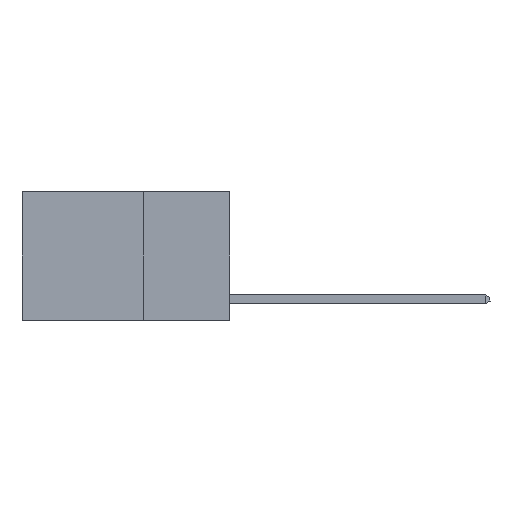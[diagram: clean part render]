
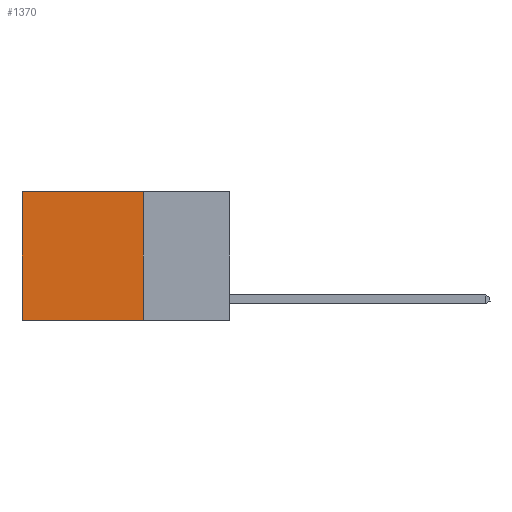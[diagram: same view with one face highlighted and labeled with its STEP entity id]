
A CAD part, left-side view. The second image highlights one B-rep face of the part: STEP entity #1370.
In plain terms, the highlighted planar face has unit normal (-1, 0, 0).
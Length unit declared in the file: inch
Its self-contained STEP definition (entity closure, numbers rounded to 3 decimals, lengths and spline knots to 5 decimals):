
#32 = LINE ( 'NONE', #15011, #4737 ) ;
#248 = VECTOR ( 'NONE', #8272, 39.37008 ) ;
#1370 = ADVANCED_FACE ( 'NONE', ( #7075 ), #14608, .F. ) ;
#1581 = CARTESIAN_POINT ( 'NONE',  ( 0.2625, 0.25, -0.37 ) ) ;
#1710 = VERTEX_POINT ( 'NONE', #18171 ) ;
#1788 = ORIENTED_EDGE ( 'NONE', *, *, #15591, .T. ) ;
#2944 = AXIS2_PLACEMENT_3D ( 'NONE', #4715, #17908, #8053 ) ;
#3142 = DIRECTION ( 'NONE',  ( 0., 0., -1. ) ) ;
#3717 = CARTESIAN_POINT ( 'NONE',  ( 0.2625, 0.25, 0. ) ) ;
#4215 = DIRECTION ( 'NONE',  ( 0., 0., -1. ) ) ;
#4715 = CARTESIAN_POINT ( 'NONE',  ( 0.2625, 0.25, 0. ) ) ;
#4737 = VECTOR ( 'NONE', #20072, 39.37008 ) ;
#5061 = ORIENTED_EDGE ( 'NONE', *, *, #15086, .F. ) ;
#5198 = LINE ( 'NONE', #1581, #248 ) ;
#7075 = FACE_OUTER_BOUND ( 'NONE', #20095, .T. ) ;
#7244 = VERTEX_POINT ( 'NONE', #20018 ) ;
#7282 = LINE ( 'NONE', #21048, #20183 ) ;
#7301 = ORIENTED_EDGE ( 'NONE', *, *, #20492, .T. ) ;
#8053 = DIRECTION ( 'NONE',  ( 0., 0., -1. ) ) ;
#8272 = DIRECTION ( 'NONE',  ( 0., 1., 0. ) ) ;
#11417 = CARTESIAN_POINT ( 'NONE',  ( 0.2625, 0.25, 0. ) ) ;
#11861 = VERTEX_POINT ( 'NONE', #11417 ) ;
#13707 = EDGE_CURVE ( 'NONE', #7244, #1710, #5198, .T. ) ;
#14104 = CARTESIAN_POINT ( 'NONE',  ( 0.2625, 0.6, 0. ) ) ;
#14608 = PLANE ( 'NONE',  #2944 ) ;
#15011 = CARTESIAN_POINT ( 'NONE',  ( 0.2625, 0.25, 0. ) ) ;
#15086 = EDGE_CURVE ( 'NONE', #11861, #7244, #21244, .T. ) ;
#15591 = EDGE_CURVE ( 'NONE', #19746, #1710, #7282, .T. ) ;
#16242 = ORIENTED_EDGE ( 'NONE', *, *, #13707, .F. ) ;
#17617 = VECTOR ( 'NONE', #4215, 39.37008 ) ;
#17908 = DIRECTION ( 'NONE',  ( 1., 0., 0. ) ) ;
#18171 = CARTESIAN_POINT ( 'NONE',  ( 0.2625, 0.6, -0.37 ) ) ;
#19746 = VERTEX_POINT ( 'NONE', #14104 ) ;
#20018 = CARTESIAN_POINT ( 'NONE',  ( 0.2625, 0.25, -0.37 ) ) ;
#20072 = DIRECTION ( 'NONE',  ( 0., 1., 0. ) ) ;
#20095 = EDGE_LOOP ( 'NONE', ( #1788, #16242, #5061, #7301 ) ) ;
#20183 = VECTOR ( 'NONE', #3142, 39.37008 ) ;
#20492 = EDGE_CURVE ( 'NONE', #11861, #19746, #32, .T. ) ;
#21048 = CARTESIAN_POINT ( 'NONE',  ( 0.2625, 0.6, 0. ) ) ;
#21244 = LINE ( 'NONE', #3717, #17617 ) ;
